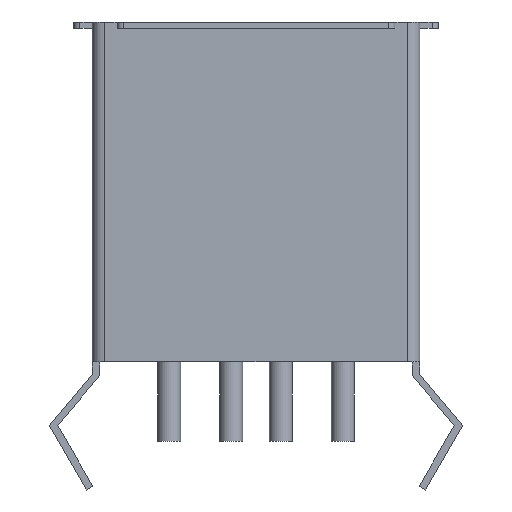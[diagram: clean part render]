
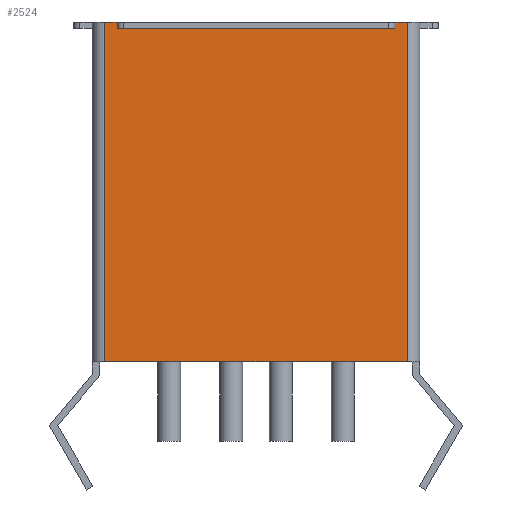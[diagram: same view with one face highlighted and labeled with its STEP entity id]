
A CAD part, front view. The second image highlights one B-rep face of the part: STEP entity #2524.
In plain terms, the highlighted planar face has unit normal (0, -1, 0).
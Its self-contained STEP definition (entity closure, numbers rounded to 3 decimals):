
#32 = PLANE('',#33);
#33 = AXIS2_PLACEMENT_3D('',#34,#35,#36);
#34 = CARTESIAN_POINT('',(0.,1.15,13.7));
#35 = DIRECTION('',(0.,0.,1.));
#36 = DIRECTION('',(1.,0.,0.));
#468 = VERTEX_POINT('',#469);
#469 = CARTESIAN_POINT('',(-6.1,-2.3,13.7));
#484 = CYLINDRICAL_SURFACE('',#485,0.5);
#485 = AXIS2_PLACEMENT_3D('',#486,#487,#488);
#486 = CARTESIAN_POINT('',(-6.1,-1.8,0.));
#487 = DIRECTION('',(0.,0.,1.));
#488 = DIRECTION('',(-1.,0.,0.));
#496 = EDGE_CURVE('',#497,#468,#499,.T.);
#497 = VERTEX_POINT('',#498);
#498 = CARTESIAN_POINT('',(-5.6,-2.3,13.7));
#499 = SURFACE_CURVE('',#500,(#504,#511),.PCURVE_S1.);
#500 = LINE('',#501,#502);
#501 = CARTESIAN_POINT('',(6.6,-2.3,13.7));
#502 = VECTOR('',#503,1.);
#503 = DIRECTION('',(-1.,0.,0.));
#504 = PCURVE('',#32,#505);
#505 = DEFINITIONAL_REPRESENTATION('',(#506),#510);
#506 = LINE('',#507,#508);
#507 = CARTESIAN_POINT('',(6.6,-3.45));
#508 = VECTOR('',#509,1.);
#509 = DIRECTION('',(-1.,0.));
#510 = ( GEOMETRIC_REPRESENTATION_CONTEXT(2) 
PARAMETRIC_REPRESENTATION_CONTEXT() REPRESENTATION_CONTEXT('2D SPACE',''
  ) );
#511 = PCURVE('',#512,#517);
#512 = PLANE('',#513);
#513 = AXIS2_PLACEMENT_3D('',#514,#515,#516);
#514 = CARTESIAN_POINT('',(6.6,-2.3,0.));
#515 = DIRECTION('',(0.,-1.,0.));
#516 = DIRECTION('',(-1.,0.,0.));
#517 = DEFINITIONAL_REPRESENTATION('',(#518),#522);
#518 = LINE('',#519,#520);
#519 = CARTESIAN_POINT('',(0.,-13.7));
#520 = VECTOR('',#521,1.);
#521 = DIRECTION('',(1.,0.));
#522 = ( GEOMETRIC_REPRESENTATION_CONTEXT(2) 
PARAMETRIC_REPRESENTATION_CONTEXT() REPRESENTATION_CONTEXT('2D SPACE',''
  ) );
#540 = PLANE('',#541);
#541 = AXIS2_PLACEMENT_3D('',#542,#543,#544);
#542 = CARTESIAN_POINT('',(-5.6,-2.3,13.45));
#543 = DIRECTION('',(-1.,0.,0.));
#544 = DIRECTION('',(0.,0.,1.));
#639 = VERTEX_POINT('',#640);
#640 = CARTESIAN_POINT('',(5.6,-2.3,13.7));
#654 = PLANE('',#655);
#655 = AXIS2_PLACEMENT_3D('',#656,#657,#658);
#656 = CARTESIAN_POINT('',(5.6,-2.3,13.7));
#657 = DIRECTION('',(1.,0.,0.));
#658 = DIRECTION('',(0.,0.,-1.));
#666 = EDGE_CURVE('',#667,#639,#669,.T.);
#667 = VERTEX_POINT('',#668);
#668 = CARTESIAN_POINT('',(6.1,-2.3,13.7));
#669 = SURFACE_CURVE('',#670,(#674,#681),.PCURVE_S1.);
#670 = LINE('',#671,#672);
#671 = CARTESIAN_POINT('',(6.6,-2.3,13.7));
#672 = VECTOR('',#673,1.);
#673 = DIRECTION('',(-1.,0.,0.));
#674 = PCURVE('',#32,#675);
#675 = DEFINITIONAL_REPRESENTATION('',(#676),#680);
#676 = LINE('',#677,#678);
#677 = CARTESIAN_POINT('',(6.6,-3.45));
#678 = VECTOR('',#679,1.);
#679 = DIRECTION('',(-1.,0.));
#680 = ( GEOMETRIC_REPRESENTATION_CONTEXT(2) 
PARAMETRIC_REPRESENTATION_CONTEXT() REPRESENTATION_CONTEXT('2D SPACE',''
  ) );
#681 = PCURVE('',#512,#682);
#682 = DEFINITIONAL_REPRESENTATION('',(#683),#687);
#683 = LINE('',#684,#685);
#684 = CARTESIAN_POINT('',(0.,-13.7));
#685 = VECTOR('',#686,1.);
#686 = DIRECTION('',(1.,0.));
#687 = ( GEOMETRIC_REPRESENTATION_CONTEXT(2) 
PARAMETRIC_REPRESENTATION_CONTEXT() REPRESENTATION_CONTEXT('2D SPACE',''
  ) );
#710 = CYLINDRICAL_SURFACE('',#711,0.5);
#711 = AXIS2_PLACEMENT_3D('',#712,#713,#714);
#712 = CARTESIAN_POINT('',(6.1,-1.8,0.));
#713 = DIRECTION('',(0.,0.,1.));
#714 = DIRECTION('',(1.,0.,0.));
#1610 = PLANE('',#1611);
#1611 = AXIS2_PLACEMENT_3D('',#1612,#1613,#1614);
#1612 = CARTESIAN_POINT('',(0.,1.15,0.));
#1613 = DIRECTION('',(0.,0.,1.));
#1614 = DIRECTION('',(1.,0.,0.));
#2479 = VERTEX_POINT('',#2480);
#2480 = CARTESIAN_POINT('',(-6.1,-2.3,0.));
#2502 = EDGE_CURVE('',#2479,#468,#2503,.T.);
#2503 = SURFACE_CURVE('',#2504,(#2508,#2515),.PCURVE_S1.);
#2504 = LINE('',#2505,#2506);
#2505 = CARTESIAN_POINT('',(-6.1,-2.3,0.));
#2506 = VECTOR('',#2507,1.);
#2507 = DIRECTION('',(0.,0.,1.));
#2508 = PCURVE('',#484,#2509);
#2509 = DEFINITIONAL_REPRESENTATION('',(#2510),#2514);
#2510 = LINE('',#2511,#2512);
#2511 = CARTESIAN_POINT('',(1.571,0.));
#2512 = VECTOR('',#2513,1.);
#2513 = DIRECTION('',(0.,1.));
#2514 = ( GEOMETRIC_REPRESENTATION_CONTEXT(2) 
PARAMETRIC_REPRESENTATION_CONTEXT() REPRESENTATION_CONTEXT('2D SPACE',''
  ) );
#2515 = PCURVE('',#512,#2516);
#2516 = DEFINITIONAL_REPRESENTATION('',(#2517),#2521);
#2517 = LINE('',#2518,#2519);
#2518 = CARTESIAN_POINT('',(12.7,0.));
#2519 = VECTOR('',#2520,1.);
#2520 = DIRECTION('',(0.,-1.));
#2521 = ( GEOMETRIC_REPRESENTATION_CONTEXT(2) 
PARAMETRIC_REPRESENTATION_CONTEXT() REPRESENTATION_CONTEXT('2D SPACE',''
  ) );
#2524 = ADVANCED_FACE('',(#2525),#512,.T.);
#2525 = FACE_BOUND('',#2526,.T.);
#2526 = EDGE_LOOP('',(#2527,#2550,#2571,#2572,#2595,#2623,#2644,#2645));
#2527 = ORIENTED_EDGE('',*,*,#2528,.F.);
#2528 = EDGE_CURVE('',#2529,#2479,#2531,.T.);
#2529 = VERTEX_POINT('',#2530);
#2530 = CARTESIAN_POINT('',(6.1,-2.3,0.));
#2531 = SURFACE_CURVE('',#2532,(#2536,#2543),.PCURVE_S1.);
#2532 = LINE('',#2533,#2534);
#2533 = CARTESIAN_POINT('',(6.6,-2.3,0.));
#2534 = VECTOR('',#2535,1.);
#2535 = DIRECTION('',(-1.,0.,0.));
#2536 = PCURVE('',#512,#2537);
#2537 = DEFINITIONAL_REPRESENTATION('',(#2538),#2542);
#2538 = LINE('',#2539,#2540);
#2539 = CARTESIAN_POINT('',(0.,-0.));
#2540 = VECTOR('',#2541,1.);
#2541 = DIRECTION('',(1.,0.));
#2542 = ( GEOMETRIC_REPRESENTATION_CONTEXT(2) 
PARAMETRIC_REPRESENTATION_CONTEXT() REPRESENTATION_CONTEXT('2D SPACE',''
  ) );
#2543 = PCURVE('',#1610,#2544);
#2544 = DEFINITIONAL_REPRESENTATION('',(#2545),#2549);
#2545 = LINE('',#2546,#2547);
#2546 = CARTESIAN_POINT('',(6.6,-3.45));
#2547 = VECTOR('',#2548,1.);
#2548 = DIRECTION('',(-1.,0.));
#2549 = ( GEOMETRIC_REPRESENTATION_CONTEXT(2) 
PARAMETRIC_REPRESENTATION_CONTEXT() REPRESENTATION_CONTEXT('2D SPACE',''
  ) );
#2550 = ORIENTED_EDGE('',*,*,#2551,.T.);
#2551 = EDGE_CURVE('',#2529,#667,#2552,.T.);
#2552 = SURFACE_CURVE('',#2553,(#2557,#2564),.PCURVE_S1.);
#2553 = LINE('',#2554,#2555);
#2554 = CARTESIAN_POINT('',(6.1,-2.3,0.));
#2555 = VECTOR('',#2556,1.);
#2556 = DIRECTION('',(0.,0.,1.));
#2557 = PCURVE('',#512,#2558);
#2558 = DEFINITIONAL_REPRESENTATION('',(#2559),#2563);
#2559 = LINE('',#2560,#2561);
#2560 = CARTESIAN_POINT('',(0.5,0.));
#2561 = VECTOR('',#2562,1.);
#2562 = DIRECTION('',(0.,-1.));
#2563 = ( GEOMETRIC_REPRESENTATION_CONTEXT(2) 
PARAMETRIC_REPRESENTATION_CONTEXT() REPRESENTATION_CONTEXT('2D SPACE',''
  ) );
#2564 = PCURVE('',#710,#2565);
#2565 = DEFINITIONAL_REPRESENTATION('',(#2566),#2570);
#2566 = LINE('',#2567,#2568);
#2567 = CARTESIAN_POINT('',(-1.571,0.));
#2568 = VECTOR('',#2569,1.);
#2569 = DIRECTION('',(-0.,1.));
#2570 = ( GEOMETRIC_REPRESENTATION_CONTEXT(2) 
PARAMETRIC_REPRESENTATION_CONTEXT() REPRESENTATION_CONTEXT('2D SPACE',''
  ) );
#2571 = ORIENTED_EDGE('',*,*,#666,.T.);
#2572 = ORIENTED_EDGE('',*,*,#2573,.T.);
#2573 = EDGE_CURVE('',#639,#2574,#2576,.T.);
#2574 = VERTEX_POINT('',#2575);
#2575 = CARTESIAN_POINT('',(5.6,-2.3,13.45));
#2576 = SURFACE_CURVE('',#2577,(#2581,#2588),.PCURVE_S1.);
#2577 = LINE('',#2578,#2579);
#2578 = CARTESIAN_POINT('',(5.6,-2.3,13.7));
#2579 = VECTOR('',#2580,1.);
#2580 = DIRECTION('',(0.,0.,-1.));
#2581 = PCURVE('',#512,#2582);
#2582 = DEFINITIONAL_REPRESENTATION('',(#2583),#2587);
#2583 = LINE('',#2584,#2585);
#2584 = CARTESIAN_POINT('',(1.,-13.7));
#2585 = VECTOR('',#2586,1.);
#2586 = DIRECTION('',(0.,1.));
#2587 = ( GEOMETRIC_REPRESENTATION_CONTEXT(2) 
PARAMETRIC_REPRESENTATION_CONTEXT() REPRESENTATION_CONTEXT('2D SPACE',''
  ) );
#2588 = PCURVE('',#654,#2589);
#2589 = DEFINITIONAL_REPRESENTATION('',(#2590),#2594);
#2590 = LINE('',#2591,#2592);
#2591 = CARTESIAN_POINT('',(0.,0.));
#2592 = VECTOR('',#2593,1.);
#2593 = DIRECTION('',(1.,0.));
#2594 = ( GEOMETRIC_REPRESENTATION_CONTEXT(2) 
PARAMETRIC_REPRESENTATION_CONTEXT() REPRESENTATION_CONTEXT('2D SPACE',''
  ) );
#2595 = ORIENTED_EDGE('',*,*,#2596,.T.);
#2596 = EDGE_CURVE('',#2574,#2597,#2599,.T.);
#2597 = VERTEX_POINT('',#2598);
#2598 = CARTESIAN_POINT('',(-5.6,-2.3,13.45));
#2599 = SURFACE_CURVE('',#2600,(#2604,#2611),.PCURVE_S1.);
#2600 = LINE('',#2601,#2602);
#2601 = CARTESIAN_POINT('',(5.6,-2.3,13.45));
#2602 = VECTOR('',#2603,1.);
#2603 = DIRECTION('',(-1.,0.,0.));
#2604 = PCURVE('',#512,#2605);
#2605 = DEFINITIONAL_REPRESENTATION('',(#2606),#2610);
#2606 = LINE('',#2607,#2608);
#2607 = CARTESIAN_POINT('',(1.,-13.45));
#2608 = VECTOR('',#2609,1.);
#2609 = DIRECTION('',(1.,0.));
#2610 = ( GEOMETRIC_REPRESENTATION_CONTEXT(2) 
PARAMETRIC_REPRESENTATION_CONTEXT() REPRESENTATION_CONTEXT('2D SPACE',''
  ) );
#2611 = PCURVE('',#2612,#2617);
#2612 = PLANE('',#2613);
#2613 = AXIS2_PLACEMENT_3D('',#2614,#2615,#2616);
#2614 = CARTESIAN_POINT('',(5.6,-2.3,13.45));
#2615 = DIRECTION('',(-0.,0.,-1.));
#2616 = DIRECTION('',(-1.,0.,0.));
#2617 = DEFINITIONAL_REPRESENTATION('',(#2618),#2622);
#2618 = LINE('',#2619,#2620);
#2619 = CARTESIAN_POINT('',(0.,0.));
#2620 = VECTOR('',#2621,1.);
#2621 = DIRECTION('',(1.,0.));
#2622 = ( GEOMETRIC_REPRESENTATION_CONTEXT(2) 
PARAMETRIC_REPRESENTATION_CONTEXT() REPRESENTATION_CONTEXT('2D SPACE',''
  ) );
#2623 = ORIENTED_EDGE('',*,*,#2624,.T.);
#2624 = EDGE_CURVE('',#2597,#497,#2625,.T.);
#2625 = SURFACE_CURVE('',#2626,(#2630,#2637),.PCURVE_S1.);
#2626 = LINE('',#2627,#2628);
#2627 = CARTESIAN_POINT('',(-5.6,-2.3,13.45));
#2628 = VECTOR('',#2629,1.);
#2629 = DIRECTION('',(0.,0.,1.));
#2630 = PCURVE('',#512,#2631);
#2631 = DEFINITIONAL_REPRESENTATION('',(#2632),#2636);
#2632 = LINE('',#2633,#2634);
#2633 = CARTESIAN_POINT('',(12.2,-13.45));
#2634 = VECTOR('',#2635,1.);
#2635 = DIRECTION('',(0.,-1.));
#2636 = ( GEOMETRIC_REPRESENTATION_CONTEXT(2) 
PARAMETRIC_REPRESENTATION_CONTEXT() REPRESENTATION_CONTEXT('2D SPACE',''
  ) );
#2637 = PCURVE('',#540,#2638);
#2638 = DEFINITIONAL_REPRESENTATION('',(#2639),#2643);
#2639 = LINE('',#2640,#2641);
#2640 = CARTESIAN_POINT('',(0.,0.));
#2641 = VECTOR('',#2642,1.);
#2642 = DIRECTION('',(1.,0.));
#2643 = ( GEOMETRIC_REPRESENTATION_CONTEXT(2) 
PARAMETRIC_REPRESENTATION_CONTEXT() REPRESENTATION_CONTEXT('2D SPACE',''
  ) );
#2644 = ORIENTED_EDGE('',*,*,#496,.T.);
#2645 = ORIENTED_EDGE('',*,*,#2502,.F.);
